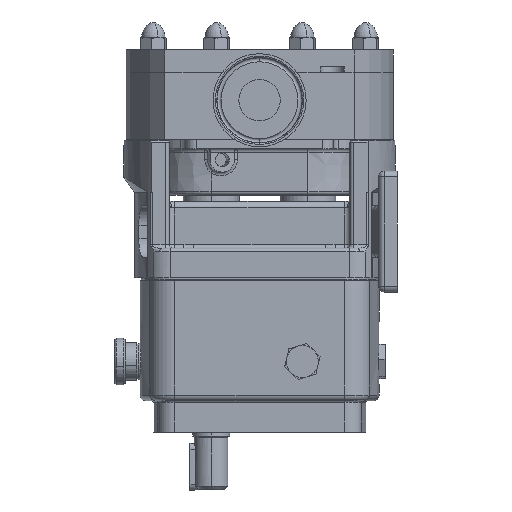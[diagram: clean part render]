
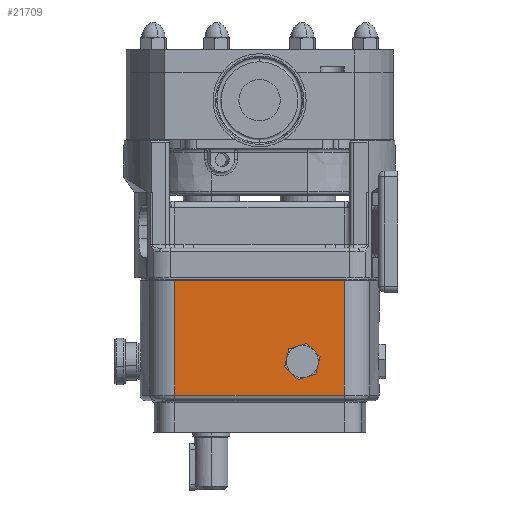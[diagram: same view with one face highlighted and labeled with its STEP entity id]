
A CAD part, left-side view. The second image highlights one B-rep face of the part: STEP entity #21709.
In plain terms, the highlighted planar face has unit normal (-1, 0, 0).
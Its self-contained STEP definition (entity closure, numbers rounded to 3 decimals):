
#169 = CARTESIAN_POINT ( 'NONE',  ( -46.005, 45.477, -139.9 ) ) ;
#393 = CARTESIAN_POINT ( 'NONE',  ( -46.005, -20.756, -128.541 ) ) ;
#773 = VECTOR ( 'NONE', #11590, 1000. ) ;
#1025 = CARTESIAN_POINT ( 'NONE',  ( -46.005, 43.042, -147.917 ) ) ;
#1029 = VERTEX_POINT ( 'NONE', #23155 ) ;
#1046 = CARTESIAN_POINT ( 'NONE',  ( -46.005, 45.477, -136.9 ) ) ;
#2183 = VECTOR ( 'NONE', #22034, 1000. ) ;
#2934 = VERTEX_POINT ( 'NONE', #17768 ) ;
#3250 = CARTESIAN_POINT ( 'NONE',  ( -46.005, -15.773, -112.136 ) ) ;
#3327 = EDGE_LOOP ( 'NONE', ( #12003, #5485, #20155, #12821 ) ) ;
#3631 = CARTESIAN_POINT ( 'NONE',  ( -46.005, -45.477, -139.9 ) ) ;
#4342 = DIRECTION ( 'NONE',  ( 0., -0.957, 0.291 ) ) ;
#4997 = DIRECTION ( 'NONE',  ( 0., -1., 0. ) ) ;
#5367 = CARTESIAN_POINT ( 'NONE',  ( -46.005, 45.477, -75.4 ) ) ;
#5485 = ORIENTED_EDGE ( 'NONE', *, *, #9700, .T. ) ;
#6070 = ORIENTED_EDGE ( 'NONE', *, *, #21794, .T. ) ;
#6350 = LINE ( 'NONE', #22361, #21082 ) ;
#6803 = DIRECTION ( 'NONE',  ( 0., 0.957, -0.291 ) ) ;
#6904 = VERTEX_POINT ( 'NONE', #16183 ) ;
#6923 = LINE ( 'NONE', #14780, #2183 ) ;
#7212 = VERTEX_POINT ( 'NONE', #1046 ) ;
#7555 = VECTOR ( 'NONE', #16782, 1000. ) ;
#8150 = AXIS2_PLACEMENT_3D ( 'NONE', #10751, #21947, #4997 ) ;
#8279 = VERTEX_POINT ( 'NONE', #3250 ) ;
#8509 = EDGE_CURVE ( 'NONE', #22573, #8776, #17495, .T. ) ;
#8649 = LINE ( 'NONE', #1025, #9329 ) ;
#8776 = VERTEX_POINT ( 'NONE', #5367 ) ;
#9329 = VECTOR ( 'NONE', #6803, 1000. ) ;
#9623 = CARTESIAN_POINT ( 'NONE',  ( -46.005, 48.025, -131.512 ) ) ;
#9636 = CARTESIAN_POINT ( 'NONE',  ( -46.005, 45.477, -75.4 ) ) ;
#9700 = EDGE_CURVE ( 'NONE', #7212, #16284, #12264, .T. ) ;
#9774 = VERTEX_POINT ( 'NONE', #20602 ) ;
#10159 = CARTESIAN_POINT ( 'NONE',  ( -46.005, -45.477, -75.4 ) ) ;
#10398 = PLANE ( 'NONE',  #8150 ) ;
#10504 = VECTOR ( 'NONE', #4342, 1000. ) ;
#10751 = CARTESIAN_POINT ( 'NONE',  ( -46.005, 45.477, -139.9 ) ) ;
#11117 = EDGE_CURVE ( 'NONE', #16284, #22573, #17140, .T. ) ;
#11590 = DIRECTION ( 'NONE',  ( 0., 1., 0. ) ) ;
#11769 = DIRECTION ( 'NONE',  ( 0., 0.73, 0.683 ) ) ;
#12003 = ORIENTED_EDGE ( 'NONE', *, *, #18036, .F. ) ;
#12264 = LINE ( 'NONE', #23682, #16534 ) ;
#12821 = ORIENTED_EDGE ( 'NONE', *, *, #8509, .T. ) ;
#13075 = DIRECTION ( 'NONE',  ( 0., 0., 1. ) ) ;
#13401 = EDGE_CURVE ( 'NONE', #9774, #6904, #6923, .T. ) ;
#13662 = ORIENTED_EDGE ( 'NONE', *, *, #20016, .T. ) ;
#13688 = LINE ( 'NONE', #169, #16493 ) ;
#13987 = EDGE_CURVE ( 'NONE', #2934, #9774, #22432, .T. ) ;
#14338 = CARTESIAN_POINT ( 'NONE',  ( -46.005, -45.477, -136.9 ) ) ;
#14780 = CARTESIAN_POINT ( 'NONE',  ( -46.005, -23.191, -155.887 ) ) ;
#15049 = DIRECTION ( 'NONE',  ( 0., 0., 1. ) ) ;
#15237 = ORIENTED_EDGE ( 'NONE', *, *, #20520, .T. ) ;
#16183 = CARTESIAN_POINT ( 'NONE',  ( -46.005, -30.227, -125.664 ) ) ;
#16284 = VERTEX_POINT ( 'NONE', #14338 ) ;
#16493 = VECTOR ( 'NONE', #15049, 1000. ) ;
#16534 = VECTOR ( 'NONE', #20004, 1000. ) ;
#16782 = DIRECTION ( 'NONE',  ( 0., -0.73, -0.683 ) ) ;
#17070 = LINE ( 'NONE', #22840, #18829 ) ;
#17140 = LINE ( 'NONE', #3631, #18261 ) ;
#17245 = LINE ( 'NONE', #9623, #10504 ) ;
#17389 = ORIENTED_EDGE ( 'NONE', *, *, #24317, .T. ) ;
#17495 = LINE ( 'NONE', #9636, #773 ) ;
#17768 = CARTESIAN_POINT ( 'NONE',  ( -46.005, -25.244, -109.259 ) ) ;
#18036 = EDGE_CURVE ( 'NONE', #7212, #8776, #13688, .T. ) ;
#18261 = VECTOR ( 'NONE', #13075, 1000. ) ;
#18829 = VECTOR ( 'NONE', #11769, 1000. ) ;
#20004 = DIRECTION ( 'NONE',  ( 0., -1., 0. ) ) ;
#20016 = EDGE_CURVE ( 'NONE', #1029, #8279, #6350, .T. ) ;
#20155 = ORIENTED_EDGE ( 'NONE', *, *, #11117, .T. ) ;
#20520 = EDGE_CURVE ( 'NONE', #6904, #20715, #8649, .T. ) ;
#20602 = CARTESIAN_POINT ( 'NONE',  ( -46.005, -32.471, -116.023 ) ) ;
#20715 = VERTEX_POINT ( 'NONE', #393 ) ;
#20855 = EDGE_LOOP ( 'NONE', ( #15237, #17389, #13662, #6070, #23642, #23077 ) ) ;
#21082 = VECTOR ( 'NONE', #22730, 1000. ) ;
#21709 = ADVANCED_FACE ( 'NONE', ( #23667, #21823 ), #10398, .F. ) ;
#21794 = EDGE_CURVE ( 'NONE', #8279, #2934, #17245, .T. ) ;
#21823 = FACE_OUTER_BOUND ( 'NONE', #3327, .T. ) ;
#21947 = DIRECTION ( 'NONE',  ( 1., 0., 0. ) ) ;
#22034 = DIRECTION ( 'NONE',  ( 0., 0.227, -0.974 ) ) ;
#22361 = CARTESIAN_POINT ( 'NONE',  ( -46.005, -6.492, -151.999 ) ) ;
#22432 = LINE ( 'NONE', #24026, #7555 ) ;
#22573 = VERTEX_POINT ( 'NONE', #10159 ) ;
#22730 = DIRECTION ( 'NONE',  ( 0., -0.227, 0.974 ) ) ;
#22840 = CARTESIAN_POINT ( 'NONE',  ( -46.005, 8.882, -100.801 ) ) ;
#23077 = ORIENTED_EDGE ( 'NONE', *, *, #13401, .T. ) ;
#23155 = CARTESIAN_POINT ( 'NONE',  ( -46.005, -13.529, -121.777 ) ) ;
#23642 = ORIENTED_EDGE ( 'NONE', *, *, #13987, .T. ) ;
#23667 = FACE_BOUND ( 'NONE', #20855, .T. ) ;
#23682 = CARTESIAN_POINT ( 'NONE',  ( -46.005, -45.477, -136.9 ) ) ;
#24026 = CARTESIAN_POINT ( 'NONE',  ( -46.005, -2.834, -88.284 ) ) ;
#24317 = EDGE_CURVE ( 'NONE', #20715, #1029, #17070, .T. ) ;
